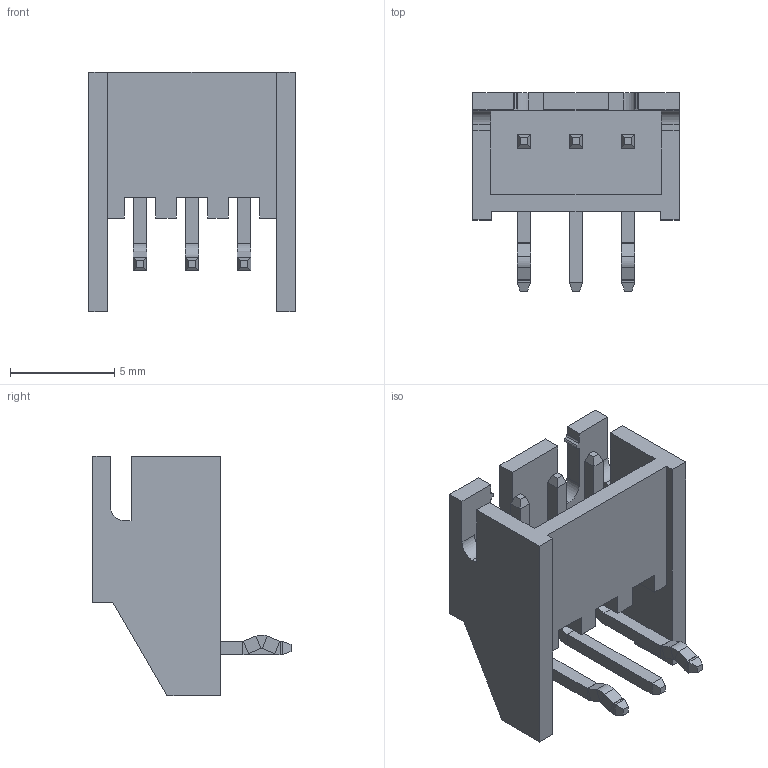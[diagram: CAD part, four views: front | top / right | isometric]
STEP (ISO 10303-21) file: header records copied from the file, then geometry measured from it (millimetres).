
FILE_DESCRIPTION (( 'STEP AP214' ), '1' );
FILE_NAME ('S3B-XH-A auto.STEP', '2024-01-04T08:05:10', ( '' ), ( '' ), 'SwSTEP 2.0', 'SolidWorks 2021', '' );
FILE_SCHEMA (( 'AUTOMOTIVE_DESIGN' ));
Length unit declared in the file: millimetre
Products named in the file (4): pin^SxB-XH-A ass_bent; pin^SxB-XH-A ass; S3B-XH-A auto; SxB-XH-A_3
Assembly tree (4 placements, depth 2):
  S3B-XH-A auto
    SxB-XH-A_3
    pin^SxB-XH-A ass_bent  x2
    pin^SxB-XH-A ass
Bounding box: 9.9 x 9.5 x 11.5 mm (x, y, z)
Volume: 253.2 mm3; surface area: 684.1 mm2
Topology: 4 solids, 4 shells, 182 faces, 434 edges, 260 vertices
Faces by surface type: plane 154, cylinder 28
Entity records: 4166 total; most frequent: CARTESIAN_POINT 701, ORIENTED_EDGE 688, DIRECTION 674, EDGE_CURVE 344, LINE 304, VECTOR 304, VERTEX_POINT 212, AXIS2_PLACEMENT_3D 185
